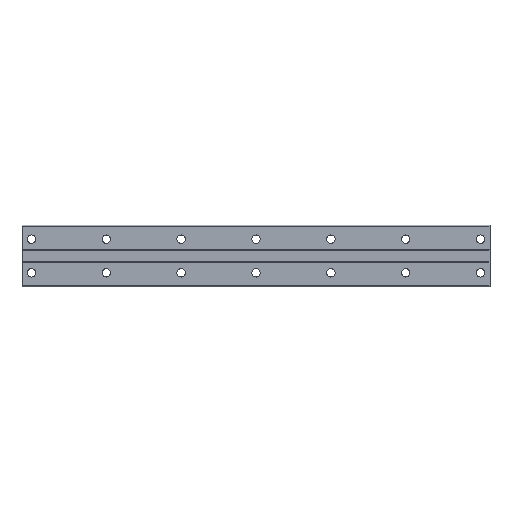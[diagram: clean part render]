
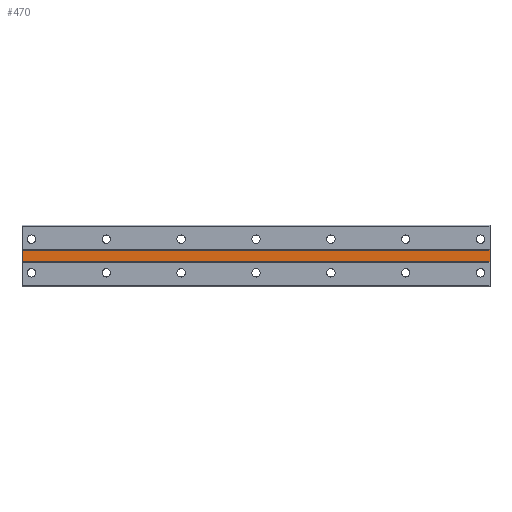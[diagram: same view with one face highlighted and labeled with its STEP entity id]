
A CAD part, front view. The second image highlights one B-rep face of the part: STEP entity #470.
In plain terms, the highlighted planar face has unit normal (0, -1, 0).
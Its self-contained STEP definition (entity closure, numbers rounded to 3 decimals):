
#97 = DIRECTION ( 'NONE',  ( 1., 0., 0. ) ) ;
#214 = EDGE_CURVE ( 'NONE', #2455, #1671, #2649, .T. ) ;
#324 = DIRECTION ( 'NONE',  ( 0., 0., -1. ) ) ;
#407 = ORIENTED_EDGE ( 'NONE', *, *, #2145, .F. ) ;
#429 = ORIENTED_EDGE ( 'NONE', *, *, #214, .T. ) ;
#470 = ADVANCED_FACE ( 'NONE', ( #3203 ), #865, .F. ) ;
#580 = ORIENTED_EDGE ( 'NONE', *, *, #3240, .T. ) ;
#587 = LINE ( 'NONE', #2393, #1475 ) ;
#719 = LINE ( 'NONE', #1528, #843 ) ;
#777 = EDGE_CURVE ( 'NONE', #2153, #1489, #719, .T. ) ;
#843 = VECTOR ( 'NONE', #324, 1000. ) ;
#865 = PLANE ( 'NONE',  #2428 ) ;
#1427 = CARTESIAN_POINT ( 'NONE',  ( -5., 0.5, -3. ) ) ;
#1475 = VECTOR ( 'NONE', #97, 1000. ) ;
#1489 = VERTEX_POINT ( 'NONE', #3099 ) ;
#1528 = CARTESIAN_POINT ( 'NONE',  ( 245., 0.5, 16.615 ) ) ;
#1613 = DIRECTION ( 'NONE',  ( 0., 1., 0. ) ) ;
#1642 = CARTESIAN_POINT ( 'NONE',  ( -5., 0.5, 3. ) ) ;
#1671 = VERTEX_POINT ( 'NONE', #1427 ) ;
#1785 = EDGE_LOOP ( 'NONE', ( #580, #2648, #407, #429 ) ) ;
#1914 = CARTESIAN_POINT ( 'NONE',  ( 245., 0.5, 3. ) ) ;
#2002 = DIRECTION ( 'NONE',  ( 1., 0., 0. ) ) ;
#2034 = CARTESIAN_POINT ( 'NONE',  ( 245., 0.5, -3. ) ) ;
#2145 = EDGE_CURVE ( 'NONE', #2455, #2153, #587, .T. ) ;
#2153 = VERTEX_POINT ( 'NONE', #2494 ) ;
#2344 = DIRECTION ( 'NONE',  ( 0., 0., -1. ) ) ;
#2357 = DIRECTION ( 'NONE',  ( 0., 0., 1. ) ) ;
#2393 = CARTESIAN_POINT ( 'NONE',  ( 245., 0.5, 3. ) ) ;
#2428 = AXIS2_PLACEMENT_3D ( 'NONE', #1914, #1613, #2357 ) ;
#2455 = VERTEX_POINT ( 'NONE', #1642 ) ;
#2494 = CARTESIAN_POINT ( 'NONE',  ( 245., 0.5, 3. ) ) ;
#2526 = LINE ( 'NONE', #2034, #2622 ) ;
#2622 = VECTOR ( 'NONE', #2002, 1000. ) ;
#2633 = CARTESIAN_POINT ( 'NONE',  ( -5., 0.5, 16.615 ) ) ;
#2648 = ORIENTED_EDGE ( 'NONE', *, *, #777, .F. ) ;
#2649 = LINE ( 'NONE', #2633, #3127 ) ;
#3099 = CARTESIAN_POINT ( 'NONE',  ( 245., 0.5, -3. ) ) ;
#3127 = VECTOR ( 'NONE', #2344, 1000. ) ;
#3203 = FACE_OUTER_BOUND ( 'NONE', #1785, .T. ) ;
#3240 = EDGE_CURVE ( 'NONE', #1671, #1489, #2526, .T. ) ;
